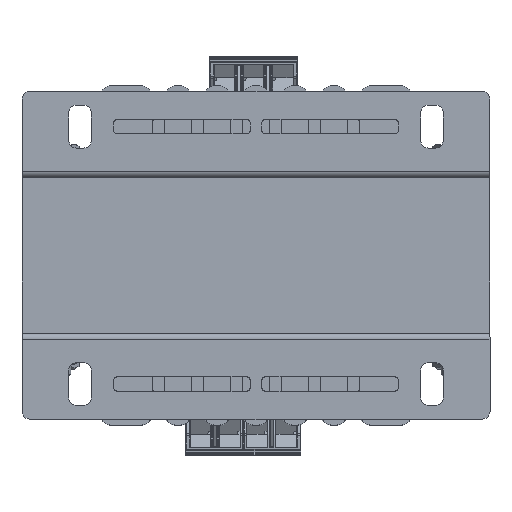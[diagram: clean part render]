
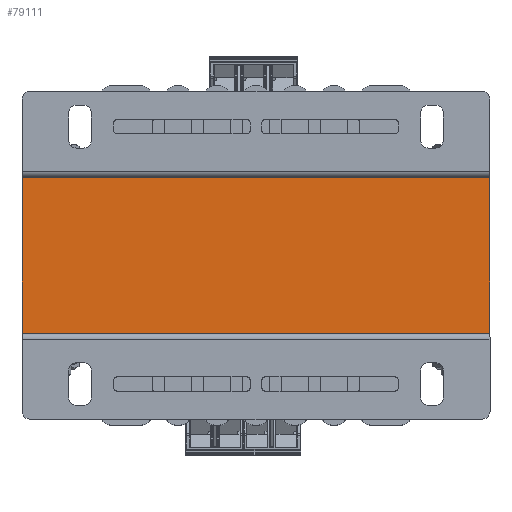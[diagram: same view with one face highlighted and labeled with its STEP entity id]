
A CAD part, top view. The second image highlights one B-rep face of the part: STEP entity #79111.
In plain terms, the highlighted planar face has unit normal (0, 0, 1).
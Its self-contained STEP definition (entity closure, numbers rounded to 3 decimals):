
#2698=FACE_OUTER_BOUND('',#6738,.T.);
#6738=EDGE_LOOP('',(#49295,#49296,#49297,#49298));
#10934=LINE('',#109206,#20732);
#10969=LINE('',#109292,#20767);
#10971=LINE('',#109296,#20769);
#10972=LINE('',#109297,#20770);
#20732=VECTOR('',#88771,1.);
#20767=VECTOR('',#88850,1.);
#20769=VECTOR('',#88854,1.);
#20770=VECTOR('',#88855,1.);
#30530=VERTEX_POINT('',#109204);
#30531=VERTEX_POINT('',#109205);
#30560=VERTEX_POINT('',#109291);
#30561=VERTEX_POINT('',#109295);
#37899=EDGE_CURVE('',#30530,#30531,#10934,.T.);
#37942=EDGE_CURVE('',#30560,#30530,#10969,.T.);
#37944=EDGE_CURVE('',#30561,#30531,#10971,.T.);
#37945=EDGE_CURVE('',#30561,#30560,#10972,.T.);
#49295=ORIENTED_EDGE('',*,*,#37944,.F.);
#49296=ORIENTED_EDGE('',*,*,#37945,.T.);
#49297=ORIENTED_EDGE('',*,*,#37942,.T.);
#49298=ORIENTED_EDGE('',*,*,#37899,.T.);
#71882=PLANE('',#83471);
#79111=ADVANCED_FACE('',(#2698),#71882,.T.);
#83471=AXIS2_PLACEMENT_3D('',#109294,#88852,#88853);
#88771=DIRECTION('',(1.,0.,0.));
#88850=DIRECTION('',(0.,-1.,0.));
#88852=DIRECTION('center_axis',(0.,0.,1.));
#88853=DIRECTION('ref_axis',(0.,-1.,0.));
#88854=DIRECTION('',(0.,-1.,0.));
#88855=DIRECTION('',(-1.,0.,0.));
#109204=CARTESIAN_POINT('',(192.726,10.587,67.5));
#109205=CARTESIAN_POINT('',(312.726,10.587,67.5));
#109206=CARTESIAN_POINT('',(312.726,10.587,67.5));
#109291=CARTESIAN_POINT('',(192.726,50.587,67.5));
#109292=CARTESIAN_POINT('',(192.726,50.587,67.5));
#109294=CARTESIAN_POINT('Origin',(192.726,50.587,67.5));
#109295=CARTESIAN_POINT('',(312.726,50.587,67.5));
#109296=CARTESIAN_POINT('',(312.726,50.587,67.5));
#109297=CARTESIAN_POINT('',(312.726,50.587,67.5));
